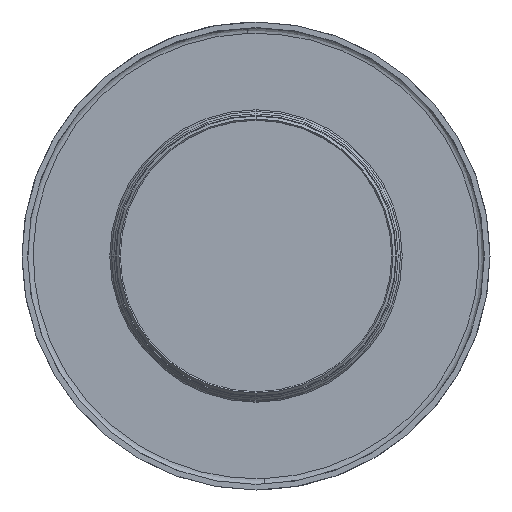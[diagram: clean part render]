
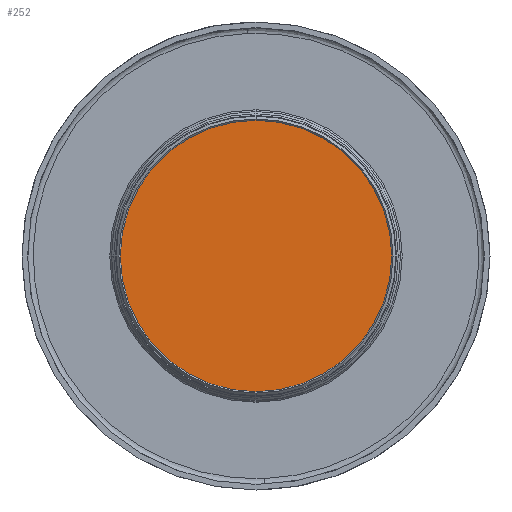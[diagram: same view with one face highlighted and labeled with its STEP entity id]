
A CAD part, front view. The second image highlights one B-rep face of the part: STEP entity #252.
In plain terms, the highlighted planar face has unit normal (0, -1, 0).
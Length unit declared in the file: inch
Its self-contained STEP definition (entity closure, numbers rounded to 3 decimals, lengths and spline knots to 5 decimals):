
#252 = ADVANCED_FACE ( 'NONE', ( #1599 ), #486, .T. ) ;
#268 = CIRCLE ( 'NONE', #2012, 0.7325 ) ;
#320 = CARTESIAN_POINT ( 'NONE',  ( 0., -0.457, -0.7325 ) ) ;
#334 = CARTESIAN_POINT ( 'NONE',  ( 0., -0.457, 0.7325 ) ) ;
#408 = DIRECTION ( 'NONE',  ( 0., 0., 1. ) ) ;
#409 = DIRECTION ( 'NONE',  ( 0., -1., 0. ) ) ;
#410 = CARTESIAN_POINT ( 'NONE',  ( 0., -0.457, 0. ) ) ;
#455 = DIRECTION ( 'NONE',  ( 0., -1., 0. ) ) ;
#456 = CARTESIAN_POINT ( 'NONE',  ( 0., -0.457, 0. ) ) ;
#463 = DIRECTION ( 'NONE',  ( 0., 0., 1. ) ) ;
#482 = DIRECTION ( 'NONE',  ( 0., 0., -1. ) ) ;
#483 = DIRECTION ( 'NONE',  ( 0., -1., 0. ) ) ;
#486 = PLANE ( 'NONE',  #2021 ) ;
#489 = CARTESIAN_POINT ( 'NONE',  ( 0., -0.457, 0. ) ) ;
#589 = EDGE_LOOP ( 'NONE', ( #916, #1062 ) ) ;
#787 = EDGE_CURVE ( 'NONE', #938, #1002, #268, .T. ) ;
#789 = EDGE_CURVE ( 'NONE', #1002, #938, #1086, .T. ) ;
#916 = ORIENTED_EDGE ( 'NONE', *, *, #787, .T. ) ;
#938 = VERTEX_POINT ( 'NONE', #334 ) ;
#1002 = VERTEX_POINT ( 'NONE', #320 ) ;
#1062 = ORIENTED_EDGE ( 'NONE', *, *, #789, .T. ) ;
#1086 = CIRCLE ( 'NONE', #2009, 0.7325 ) ;
#1599 = FACE_OUTER_BOUND ( 'NONE', #589, .T. ) ;
#2009 = AXIS2_PLACEMENT_3D ( 'NONE', #456, #455, #463 ) ;
#2012 = AXIS2_PLACEMENT_3D ( 'NONE', #410, #409, #408 ) ;
#2021 = AXIS2_PLACEMENT_3D ( 'NONE', #489, #483, #482 ) ;
